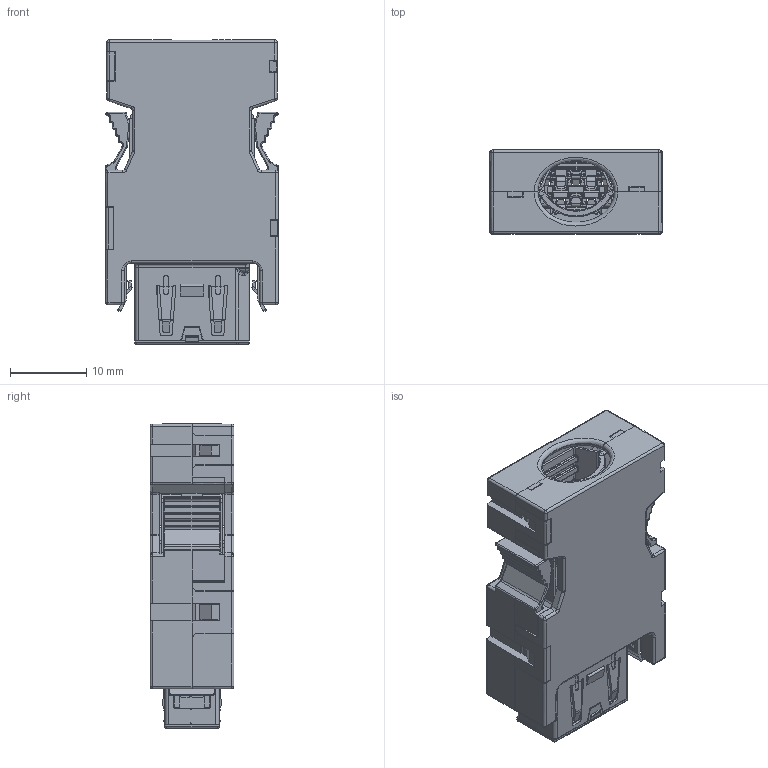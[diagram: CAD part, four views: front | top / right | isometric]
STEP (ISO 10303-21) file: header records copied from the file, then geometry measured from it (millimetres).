
FILE_DESCRIPTION( ('This file contains a STEP AP42 implementation' ,'as created by ZW3D STEP Interface translator.') ,'2;1' );
FILE_NAME( '6131-10FXXBAXX1001.stp' ,'231024.17 717', (''), ('ZWCAD Software Co.'), 'Version 1.0', 'ZW3D to STEP translator', '' );
FILE_SCHEMA(('AUTOMOTIVE_DESIGN { 1 0 10303 214 1 1 1 1 }'));
Length unit declared in the file: millimetre
Products named in the file (1): 0
Bounding box: 22.7 x 11 x 40 mm (x, y, z)
Volume: 4093.2 mm3; surface area: 11948.3 mm2
Topology: 1 solids, 1 shells, 3829 faces, 10618 edges, 6601 vertices
Faces by surface type: plane 2248, cylinder 1047, bspline 415, torus 61, sphere 52, cone 6
Full cylindrical faces by diameter (mm): 0.85 x2, 1.7 x6, 1.9 x10, 2.2 x2, 2.3 x2
Entity records: 213174 total; most frequent: CARTESIAN_POINT 114501, ORIENTED_EDGE 21196, DIRECTION 17843, EDGE_CURVE 10598, VECTOR 7599, LINE 7599, VERTEX_POINT 6611, AXIS2_PLACEMENT_3D 5122
